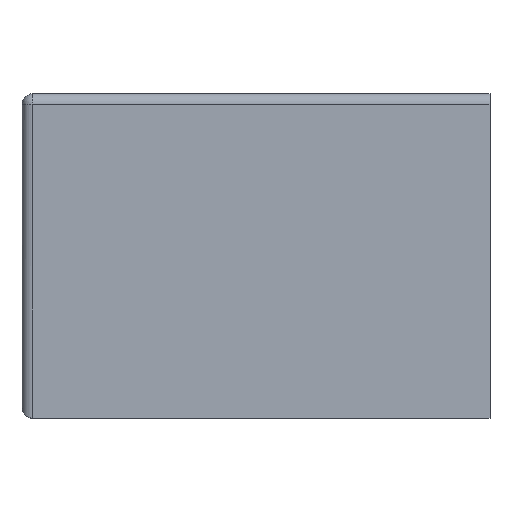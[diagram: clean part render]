
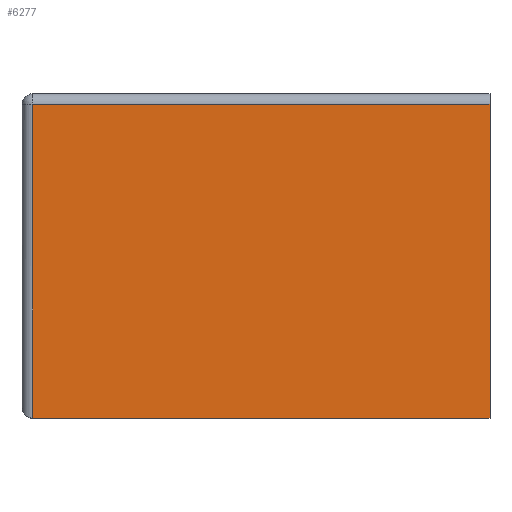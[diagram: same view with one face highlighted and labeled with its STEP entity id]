
A CAD part, front view. The second image highlights one B-rep face of the part: STEP entity #6277.
In plain terms, the highlighted planar face has unit normal (0, -1, 0).
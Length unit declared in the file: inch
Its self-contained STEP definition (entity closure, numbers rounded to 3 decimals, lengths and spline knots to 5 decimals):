
#56 = EDGE_CURVE ( 'NONE', #343, #6745, #6428, .T. ) ;
#343 = VERTEX_POINT ( 'NONE', #1958 ) ;
#781 = VECTOR ( 'NONE', #6811, 39.37008 ) ;
#961 = VERTEX_POINT ( 'NONE', #6055 ) ;
#1552 = ORIENTED_EDGE ( 'NONE', *, *, #1658, .F. ) ;
#1658 = EDGE_CURVE ( 'NONE', #6764, #6745, #9826, .T. ) ;
#1677 = CARTESIAN_POINT ( 'NONE',  ( 0.6525, -0.9475, 0.4225 ) ) ;
#1958 = CARTESIAN_POINT ( 'NONE',  ( -0.6225, -0.9475, 0.4225 ) ) ;
#2207 = EDGE_CURVE ( 'NONE', #961, #343, #4774, .T. ) ;
#2612 = DIRECTION ( 'NONE',  ( 0., 0., -1. ) ) ;
#3133 = LINE ( 'NONE', #5152, #9627 ) ;
#3222 = CARTESIAN_POINT ( 'NONE',  ( -0.6225, -0.9475, 0.4525 ) ) ;
#3446 = AXIS2_PLACEMENT_3D ( 'NONE', #6199, #9638, #4575 ) ;
#4167 = VECTOR ( 'NONE', #10844, 39.37008 ) ;
#4463 = ORIENTED_EDGE ( 'NONE', *, *, #2207, .T. ) ;
#4575 = DIRECTION ( 'NONE',  ( 0., 0., 1. ) ) ;
#4774 = LINE ( 'NONE', #1677, #7028 ) ;
#4884 = ORIENTED_EDGE ( 'NONE', *, *, #9149, .F. ) ;
#5104 = CARTESIAN_POINT ( 'NONE',  ( 0.6525, -0.9475, -0.4525 ) ) ;
#5152 = CARTESIAN_POINT ( 'NONE',  ( 0.6525, -0.9475, 0.4525 ) ) ;
#6055 = CARTESIAN_POINT ( 'NONE',  ( 0.6525, -0.9475, 0.4225 ) ) ;
#6070 = EDGE_LOOP ( 'NONE', ( #4884, #4463, #10850, #1552 ) ) ;
#6082 = FACE_OUTER_BOUND ( 'NONE', #6070, .T. ) ;
#6199 = CARTESIAN_POINT ( 'NONE',  ( 0.6525, -0.9475, 0.4525 ) ) ;
#6277 = ADVANCED_FACE ( 'NONE', ( #6082 ), #7898, .F. ) ;
#6428 = LINE ( 'NONE', #3222, #4167 ) ;
#6745 = VERTEX_POINT ( 'NONE', #7172 ) ;
#6764 = VERTEX_POINT ( 'NONE', #9706 ) ;
#6785 = DIRECTION ( 'NONE',  ( -1., 0., 0. ) ) ;
#6811 = DIRECTION ( 'NONE',  ( -1., 0., 0. ) ) ;
#7028 = VECTOR ( 'NONE', #6785, 39.37008 ) ;
#7172 = CARTESIAN_POINT ( 'NONE',  ( -0.6225, -0.9475, -0.4525 ) ) ;
#7898 = PLANE ( 'NONE',  #3446 ) ;
#9149 = EDGE_CURVE ( 'NONE', #961, #6764, #3133, .T. ) ;
#9627 = VECTOR ( 'NONE', #2612, 39.37008 ) ;
#9638 = DIRECTION ( 'NONE',  ( 0., 1., 0. ) ) ;
#9706 = CARTESIAN_POINT ( 'NONE',  ( 0.6525, -0.9475, -0.4525 ) ) ;
#9826 = LINE ( 'NONE', #5104, #781 ) ;
#10844 = DIRECTION ( 'NONE',  ( 0., 0., -1. ) ) ;
#10850 = ORIENTED_EDGE ( 'NONE', *, *, #56, .T. ) ;
